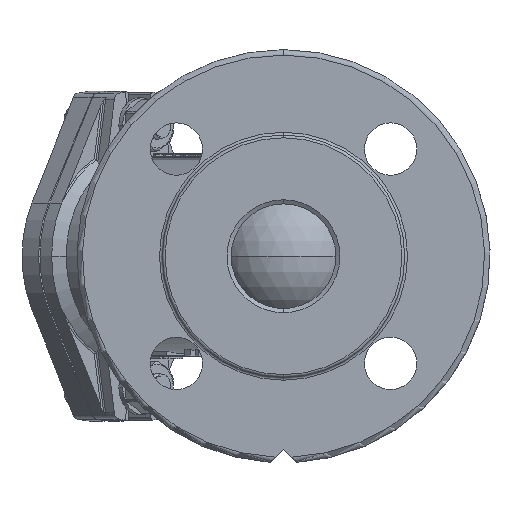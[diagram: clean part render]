
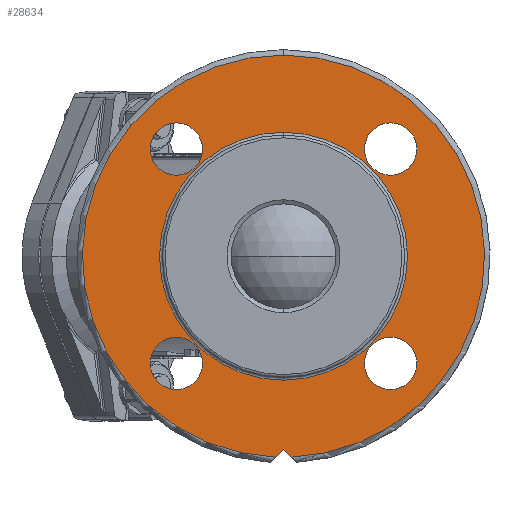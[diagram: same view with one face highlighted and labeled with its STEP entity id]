
A CAD part, left-side view. The second image highlights one B-rep face of the part: STEP entity #28634.
In plain terms, the highlighted planar face has unit normal (-1, 0, 0).
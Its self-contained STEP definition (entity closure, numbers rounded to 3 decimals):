
#95 = VERTEX_POINT ( 'NONE', #25523 ) ;
#622 = DIRECTION ( 'NONE',  ( -1., 0., 0. ) ) ;
#682 = CARTESIAN_POINT ( 'NONE',  ( 2., -38.891, 38.891 ) ) ;
#784 = EDGE_LOOP ( 'NONE', ( #25982, #15147 ) ) ;
#842 = CARTESIAN_POINT ( 'NONE',  ( 2., -38.891, -38.891 ) ) ;
#1183 = ORIENTED_EDGE ( 'NONE', *, *, #15796, .F. ) ;
#2191 = EDGE_CURVE ( 'NONE', #95, #23715, #31519, .T. ) ;
#2289 = CARTESIAN_POINT ( 'NONE',  ( 2., -38.891, -29.391 ) ) ;
#2427 = CARTESIAN_POINT ( 'NONE',  ( 2., 12.5, -57.5 ) ) ;
#3085 = EDGE_LOOP ( 'NONE', ( #15543, #22134, #9055, #30334 ) ) ;
#3559 = DIRECTION ( 'NONE',  ( 0., 0., 1. ) ) ;
#3814 = ORIENTED_EDGE ( 'NONE', *, *, #2191, .F. ) ;
#3893 = PLANE ( 'NONE',  #18536 ) ;
#3917 = CARTESIAN_POINT ( 'NONE',  ( 2., -38.891, 29.391 ) ) ;
#3952 = CARTESIAN_POINT ( 'NONE',  ( 2., -38.891, 48.391 ) ) ;
#4165 = DIRECTION ( 'NONE',  ( 0., 0., 1. ) ) ;
#4376 = CARTESIAN_POINT ( 'NONE',  ( 2., 38.891, 38.891 ) ) ;
#4689 = CIRCLE ( 'NONE', #5573, 9.5 ) ;
#4954 = VECTOR ( 'NONE', #10302, 1000. ) ;
#4985 = DIRECTION ( 'NONE',  ( 0., 0.707, -0.707 ) ) ;
#5028 = VERTEX_POINT ( 'NONE', #29469 ) ;
#5573 = AXIS2_PLACEMENT_3D ( 'NONE', #15669, #27984, #17859 ) ;
#5782 = DIRECTION ( 'NONE',  ( 0., 0., 1. ) ) ;
#5873 = VERTEX_POINT ( 'NONE', #2289 ) ;
#6144 = CARTESIAN_POINT ( 'NONE',  ( 2., 38.891, -29.391 ) ) ;
#6193 = DIRECTION ( 'NONE',  ( -1., 0., 0. ) ) ;
#6284 = EDGE_CURVE ( 'NONE', #24275, #26219, #12940, .T. ) ;
#6409 = FACE_BOUND ( 'NONE', #15627, .T. ) ;
#6432 = CARTESIAN_POINT ( 'NONE',  ( 2., -45., 0. ) ) ;
#6968 = CARTESIAN_POINT ( 'NONE',  ( 2., -2.941, -72.941 ) ) ;
#7057 = CIRCLE ( 'NONE', #8954, 9.5 ) ;
#7255 = AXIS2_PLACEMENT_3D ( 'NONE', #10707, #20745, #5782 ) ;
#7285 = AXIS2_PLACEMENT_3D ( 'NONE', #4376, #17123, #24738 ) ;
#7493 = ORIENTED_EDGE ( 'NONE', *, *, #29385, .F. ) ;
#8196 = CARTESIAN_POINT ( 'NONE',  ( 2., -38.891, -38.891 ) ) ;
#8466 = EDGE_CURVE ( 'NONE', #30095, #31637, #4689, .T. ) ;
#8954 = AXIS2_PLACEMENT_3D ( 'NONE', #842, #622, #3559 ) ;
#8979 = AXIS2_PLACEMENT_3D ( 'NONE', #8196, #28114, #25706 ) ;
#9055 = ORIENTED_EDGE ( 'NONE', *, *, #11230, .T. ) ;
#9056 = EDGE_CURVE ( 'NONE', #31637, #30095, #21304, .T. ) ;
#9115 = CARTESIAN_POINT ( 'NONE',  ( 2., 38.891, 48.391 ) ) ;
#9532 = CARTESIAN_POINT ( 'NONE',  ( 2., 0., 45. ) ) ;
#9773 = EDGE_CURVE ( 'NONE', #5873, #31871, #19358, .T. ) ;
#9828 = DIRECTION ( 'NONE',  ( -1., 0., 0. ) ) ;
#10302 = DIRECTION ( 'NONE',  ( 0., 0.707, 0.707 ) ) ;
#10707 = CARTESIAN_POINT ( 'NONE',  ( 2., 38.891, 38.891 ) ) ;
#10856 = AXIS2_PLACEMENT_3D ( 'NONE', #24584, #21719, #26670 ) ;
#11230 = EDGE_CURVE ( 'NONE', #20262, #23624, #31480, .T. ) ;
#12599 = EDGE_CURVE ( 'NONE', #23624, #26219, #14888, .T. ) ;
#12746 = ORIENTED_EDGE ( 'NONE', *, *, #22979, .F. ) ;
#12752 = AXIS2_PLACEMENT_3D ( 'NONE', #26681, #29207, #14193 ) ;
#12940 = LINE ( 'NONE', #19953, #30191 ) ;
#13368 = DIRECTION ( 'NONE',  ( 0., 0., 1. ) ) ;
#13812 = VERTEX_POINT ( 'NONE', #6144 ) ;
#13997 = EDGE_CURVE ( 'NONE', #17211, #25817, #14852, .T. ) ;
#14036 = CARTESIAN_POINT ( 'NONE',  ( 2., 0., -45. ) ) ;
#14193 = DIRECTION ( 'NONE',  ( 0., 0., 1. ) ) ;
#14852 = CIRCLE ( 'NONE', #17919, 45. ) ;
#14888 = CIRCLE ( 'NONE', #17394, 73. ) ;
#15147 = ORIENTED_EDGE ( 'NONE', *, *, #9056, .F. ) ;
#15360 = FACE_BOUND ( 'NONE', #27965, .T. ) ;
#15543 = ORIENTED_EDGE ( 'NONE', *, *, #6284, .F. ) ;
#15627 = EDGE_LOOP ( 'NONE', ( #22956, #1183 ) ) ;
#15669 = CARTESIAN_POINT ( 'NONE',  ( 2., -38.891, 38.891 ) ) ;
#15796 = EDGE_CURVE ( 'NONE', #25817, #17211, #15927, .T. ) ;
#15927 = CIRCLE ( 'NONE', #10856, 45. ) ;
#16168 = EDGE_CURVE ( 'NONE', #13812, #5028, #23391, .T. ) ;
#16663 = DIRECTION ( 'NONE',  ( 0., 0., 1. ) ) ;
#17123 = DIRECTION ( 'NONE',  ( -1., 0., 0. ) ) ;
#17211 = VERTEX_POINT ( 'NONE', #9532 ) ;
#17394 = AXIS2_PLACEMENT_3D ( 'NONE', #31166, #6193, #16663 ) ;
#17859 = DIRECTION ( 'NONE',  ( 0., 0., 1. ) ) ;
#17919 = AXIS2_PLACEMENT_3D ( 'NONE', #26395, #24313, #4165 ) ;
#18117 = FACE_BOUND ( 'NONE', #26243, .T. ) ;
#18472 = DIRECTION ( 'NONE',  ( -1., 0., 0. ) ) ;
#18536 = AXIS2_PLACEMENT_3D ( 'NONE', #6432, #26547, #26127 ) ;
#18596 = DIRECTION ( 'NONE',  ( -1., 0., 0. ) ) ;
#18619 = LINE ( 'NONE', #2427, #4954 ) ;
#18832 = AXIS2_PLACEMENT_3D ( 'NONE', #24741, #9828, #19539 ) ;
#19124 = CARTESIAN_POINT ( 'NONE',  ( 2., 0., 73. ) ) ;
#19358 = CIRCLE ( 'NONE', #8979, 9.5 ) ;
#19539 = DIRECTION ( 'NONE',  ( 0., 0., 1. ) ) ;
#19811 = ORIENTED_EDGE ( 'NONE', *, *, #32382, .F. ) ;
#19953 = CARTESIAN_POINT ( 'NONE',  ( 2., -57.5, -12.5 ) ) ;
#20262 = VERTEX_POINT ( 'NONE', #6968 ) ;
#20745 = DIRECTION ( 'NONE',  ( -1., 0., 0. ) ) ;
#20955 = CIRCLE ( 'NONE', #18832, 9.5 ) ;
#21139 = DIRECTION ( 'NONE',  ( 0., 0., 1. ) ) ;
#21248 = FACE_OUTER_BOUND ( 'NONE', #3085, .T. ) ;
#21304 = CIRCLE ( 'NONE', #30541, 9.5 ) ;
#21406 = ORIENTED_EDGE ( 'NONE', *, *, #16168, .F. ) ;
#21719 = DIRECTION ( 'NONE',  ( -1., 0., 0. ) ) ;
#21915 = EDGE_LOOP ( 'NONE', ( #12746, #3814 ) ) ;
#22134 = ORIENTED_EDGE ( 'NONE', *, *, #31778, .F. ) ;
#22872 = CARTESIAN_POINT ( 'NONE',  ( 2., -38.891, -48.391 ) ) ;
#22956 = ORIENTED_EDGE ( 'NONE', *, *, #13997, .F. ) ;
#22979 = EDGE_CURVE ( 'NONE', #23715, #95, #24666, .T. ) ;
#23391 = CIRCLE ( 'NONE', #30811, 9.5 ) ;
#23624 = VERTEX_POINT ( 'NONE', #19124 ) ;
#23715 = VERTEX_POINT ( 'NONE', #9115 ) ;
#24275 = VERTEX_POINT ( 'NONE', #26560 ) ;
#24313 = DIRECTION ( 'NONE',  ( -1., 0., 0. ) ) ;
#24584 = CARTESIAN_POINT ( 'NONE',  ( 2., 0., 0. ) ) ;
#24666 = CIRCLE ( 'NONE', #7285, 9.5 ) ;
#24738 = DIRECTION ( 'NONE',  ( 0., 0., 1. ) ) ;
#24741 = CARTESIAN_POINT ( 'NONE',  ( 2., 38.891, -38.891 ) ) ;
#25523 = CARTESIAN_POINT ( 'NONE',  ( 2., 38.891, 29.391 ) ) ;
#25598 = FACE_BOUND ( 'NONE', #21915, .T. ) ;
#25706 = DIRECTION ( 'NONE',  ( 0., 0., 1. ) ) ;
#25817 = VERTEX_POINT ( 'NONE', #14036 ) ;
#25982 = ORIENTED_EDGE ( 'NONE', *, *, #8466, .F. ) ;
#26127 = DIRECTION ( 'NONE',  ( 0., 0., 1. ) ) ;
#26219 = VERTEX_POINT ( 'NONE', #30671 ) ;
#26243 = EDGE_LOOP ( 'NONE', ( #21406, #19811 ) ) ;
#26395 = CARTESIAN_POINT ( 'NONE',  ( 2., 0., 0. ) ) ;
#26547 = DIRECTION ( 'NONE',  ( -1., 0., 0. ) ) ;
#26560 = CARTESIAN_POINT ( 'NONE',  ( 2., 0., -70. ) ) ;
#26670 = DIRECTION ( 'NONE',  ( 0., 0., 1. ) ) ;
#26681 = CARTESIAN_POINT ( 'NONE',  ( 2., 0., 0. ) ) ;
#27147 = FACE_BOUND ( 'NONE', #784, .T. ) ;
#27965 = EDGE_LOOP ( 'NONE', ( #29119, #7493 ) ) ;
#27984 = DIRECTION ( 'NONE',  ( -1., 0., 0. ) ) ;
#28114 = DIRECTION ( 'NONE',  ( -1., 0., 0. ) ) ;
#28617 = CARTESIAN_POINT ( 'NONE',  ( 2., 38.891, -38.891 ) ) ;
#28634 = ADVANCED_FACE ( 'NONE', ( #15360, #27147, #25598, #21248, #18117, #6409 ), #3893, .T. ) ;
#29119 = ORIENTED_EDGE ( 'NONE', *, *, #9773, .F. ) ;
#29207 = DIRECTION ( 'NONE',  ( -1., 0., 0. ) ) ;
#29385 = EDGE_CURVE ( 'NONE', #31871, #5873, #7057, .T. ) ;
#29469 = CARTESIAN_POINT ( 'NONE',  ( 2., 38.891, -48.391 ) ) ;
#30095 = VERTEX_POINT ( 'NONE', #3952 ) ;
#30191 = VECTOR ( 'NONE', #4985, 1000. ) ;
#30334 = ORIENTED_EDGE ( 'NONE', *, *, #12599, .T. ) ;
#30541 = AXIS2_PLACEMENT_3D ( 'NONE', #682, #18472, #13368 ) ;
#30671 = CARTESIAN_POINT ( 'NONE',  ( 2., 2.941, -72.941 ) ) ;
#30811 = AXIS2_PLACEMENT_3D ( 'NONE', #28617, #18596, #21139 ) ;
#31166 = CARTESIAN_POINT ( 'NONE',  ( 2., 0., 0. ) ) ;
#31480 = CIRCLE ( 'NONE', #12752, 73. ) ;
#31519 = CIRCLE ( 'NONE', #7255, 9.5 ) ;
#31637 = VERTEX_POINT ( 'NONE', #3917 ) ;
#31778 = EDGE_CURVE ( 'NONE', #20262, #24275, #18619, .T. ) ;
#31871 = VERTEX_POINT ( 'NONE', #22872 ) ;
#32382 = EDGE_CURVE ( 'NONE', #5028, #13812, #20955, .T. ) ;
